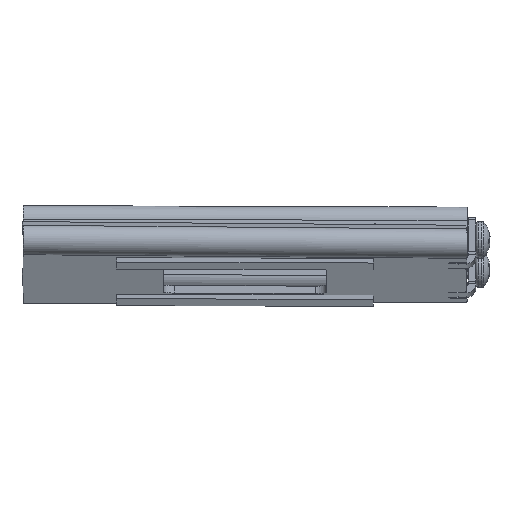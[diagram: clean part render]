
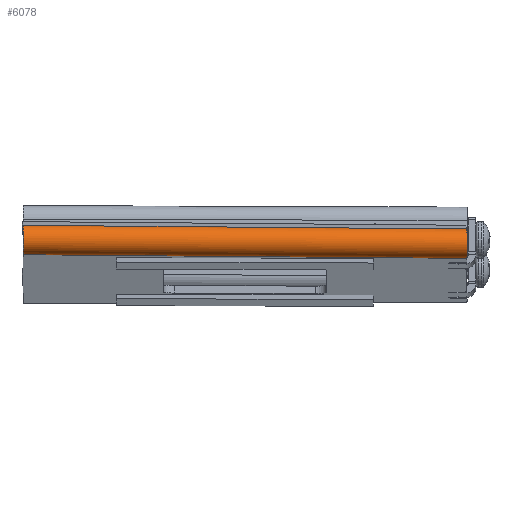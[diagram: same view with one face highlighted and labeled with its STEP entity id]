
A CAD part, left-side view. The second image highlights one B-rep face of the part: STEP entity #6078.
In plain terms, the highlighted cylindrical face has radius 4.064 mm (diameter 8.128 mm), a partial arc.
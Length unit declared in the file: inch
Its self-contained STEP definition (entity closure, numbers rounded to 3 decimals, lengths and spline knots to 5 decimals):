
#626=FACE_OUTER_BOUND('',#987,.T.);
#987=EDGE_LOOP('',(#5348,#5349,#5350,#5351));
#1437=B_SPLINE_CURVE_WITH_KNOTS('',3,(#15348,#15349,#15350,#15351,#15352,
#15353,#15354,#15355,#15356,#15357,#15358,#15359,#15360,#15361,#15362,#15363,
#15364,#15365,#15366,#15367,#15368,#15369,#15370,#15371,#15372,#15373,#15374,
#15375,#15376,#15377,#15378,#15379,#15380,#15381,#15382,#15383,#15384,#15385,
#15386,#15387,#15388,#15389,#15390),.UNSPECIFIED.,.F.,.F.,(4,3,3,3,3,3,
3,3,3,3,3,3,3,3,4),(0.,0.20407,0.40797,0.61218,
0.79786,0.99874,1.19938,1.40035,1.59573,
1.79922,2.00243,2.20578,2.39359,2.59417,
2.79253),.UNSPECIFIED.);
#1438=B_SPLINE_CURVE_WITH_KNOTS('',3,(#15393,#15394,#15395,#15396,#15397,
#15398,#15399),.UNSPECIFIED.,.F.,.F.,(4,1,1,1,4),(0.,0.79786,
1.1968,1.99466,2.79253),.UNSPECIFIED.);
#1836=LINE('',#15346,#2319);
#1837=LINE('',#15392,#2320);
#2319=VECTOR('',#8070,0.3937);
#2320=VECTOR('',#8071,0.3937);
#2915=VERTEX_POINT('',#15344);
#2916=VERTEX_POINT('',#15345);
#2917=VERTEX_POINT('',#15347);
#2918=VERTEX_POINT('',#15391);
#3750=EDGE_CURVE('',#2915,#2916,#1836,.T.);
#3751=EDGE_CURVE('',#2917,#2915,#1437,.T.);
#3752=EDGE_CURVE('',#2918,#2917,#1837,.T.);
#3753=EDGE_CURVE('',#2916,#2918,#1438,.T.);
#5348=ORIENTED_EDGE('',*,*,#3750,.F.);
#5349=ORIENTED_EDGE('',*,*,#3751,.F.);
#5350=ORIENTED_EDGE('',*,*,#3752,.F.);
#5351=ORIENTED_EDGE('',*,*,#3753,.F.);
#5789=CYLINDRICAL_SURFACE('',#6637,0.16);
#6078=ADVANCED_FACE('',(#626),#5789,.T.);
#6637=AXIS2_PLACEMENT_3D('',#15343,#8068,#8069);
#8068=DIRECTION('center_axis',(-0.05,0.999,0.008));
#8069=DIRECTION('ref_axis',(-0.098,0.003,-0.995));
#8070=DIRECTION('',(0.05,-0.999,-0.008));
#8071=DIRECTION('',(-0.05,0.999,0.008));
#15343=CARTESIAN_POINT('Origin',(-4.57232,-1.64461,3.53856));
#15344=CARTESIAN_POINT('',(-4.73022,0.73512,3.71301));
#15345=CARTESIAN_POINT('',(-4.49462,-4.01482,3.67416));
#15346=CARTESIAN_POINT('',(-4.61213,-1.64578,3.69354));
#15347=CARTESIAN_POINT('',(-4.70574,0.73089,3.39875));
#15348=CARTESIAN_POINT('Ctrl Pts',(-4.70574,0.73089,
3.39875));
#15349=CARTESIAN_POINT('Ctrl Pts',(-4.71657,0.73054,
3.39981));
#15350=CARTESIAN_POINT('Ctrl Pts',(-4.7273,0.73018,
3.40199));
#15351=CARTESIAN_POINT('Ctrl Pts',(-4.7377,0.72984,
3.40523));
#15352=CARTESIAN_POINT('Ctrl Pts',(-4.7481,0.72949,
3.40847));
#15353=CARTESIAN_POINT('Ctrl Pts',(-4.75816,0.72915,
3.41277));
#15354=CARTESIAN_POINT('Ctrl Pts',(-4.76769,0.72883,
3.41805));
#15355=CARTESIAN_POINT('Ctrl Pts',(-4.77722,0.72851,
3.42334));
#15356=CARTESIAN_POINT('Ctrl Pts',(-4.78621,0.72821,
3.42961));
#15357=CARTESIAN_POINT('Ctrl Pts',(-4.79447,0.72793,
3.43671));
#15358=CARTESIAN_POINT('Ctrl Pts',(-4.80198,0.72769,
3.44317));
#15359=CARTESIAN_POINT('Ctrl Pts',(-4.80888,0.72746,
3.45033));
#15360=CARTESIAN_POINT('Ctrl Pts',(-4.81505,0.72727,
3.45805));
#15361=CARTESIAN_POINT('Ctrl Pts',(-4.82173,0.72706,
3.4664));
#15362=CARTESIAN_POINT('Ctrl Pts',(-4.82758,0.72689,
3.47544));
#15363=CARTESIAN_POINT('Ctrl Pts',(-4.83247,0.72676,
3.48498));
#15364=CARTESIAN_POINT('Ctrl Pts',(-4.83736,0.72664,
3.49451));
#15365=CARTESIAN_POINT('Ctrl Pts',(-4.84129,0.72655,
3.50454));
#15366=CARTESIAN_POINT('Ctrl Pts',(-4.84418,0.72651,
3.51485));
#15367=CARTESIAN_POINT('Ctrl Pts',(-4.84708,0.72648,
3.52519));
#15368=CARTESIAN_POINT('Ctrl Pts',(-4.84893,0.72649,
3.53582));
#15369=CARTESIAN_POINT('Ctrl Pts',(-4.84971,0.72656,
3.54651));
#15370=CARTESIAN_POINT('Ctrl Pts',(-4.85046,0.72662,
3.5569));
#15371=CARTESIAN_POINT('Ctrl Pts',(-4.8502,0.72674,
3.56735));
#15372=CARTESIAN_POINT('Ctrl Pts',(-4.84893,0.7269,
3.57766));
#15373=CARTESIAN_POINT('Ctrl Pts',(-4.84761,0.72707,
3.58839));
#15374=CARTESIAN_POINT('Ctrl Pts',(-4.8452,0.7273,
3.59901));
#15375=CARTESIAN_POINT('Ctrl Pts',(-4.84173,0.72758,
3.60928));
#15376=CARTESIAN_POINT('Ctrl Pts',(-4.83827,0.72787,
3.61954));
#15377=CARTESIAN_POINT('Ctrl Pts',(-4.83377,0.7282,
3.62946));
#15378=CARTESIAN_POINT('Ctrl Pts',(-4.8283,0.72859,
3.63882));
#15379=CARTESIAN_POINT('Ctrl Pts',(-4.82284,0.72898,
3.64819));
#15380=CARTESIAN_POINT('Ctrl Pts',(-4.81642,0.72942,3.65699));
#15381=CARTESIAN_POINT('Ctrl Pts',(-4.80918,0.72991,
3.66506));
#15382=CARTESIAN_POINT('Ctrl Pts',(-4.80249,0.73036,
3.6725));
#15383=CARTESIAN_POINT('Ctrl Pts',(-4.79511,0.73085,3.67932));
#15384=CARTESIAN_POINT('Ctrl Pts',(-4.78717,0.73137,3.68537));
#15385=CARTESIAN_POINT('Ctrl Pts',(-4.77868,0.73193,3.69184));
#15386=CARTESIAN_POINT('Ctrl Pts',(-4.76954,0.73253,3.69746));
#15387=CARTESIAN_POINT('Ctrl Pts',(-4.75993,0.73316,
3.70212));
#15388=CARTESIAN_POINT('Ctrl Pts',(-4.75042,0.73379,
3.70672));
#15389=CARTESIAN_POINT('Ctrl Pts',(-4.74045,0.73444,
3.71038));
#15390=CARTESIAN_POINT('Ctrl Pts',(-4.73022,0.73512,
3.71301));
#15391=CARTESIAN_POINT('',(-4.47015,-4.01905,3.3599));
#15392=CARTESIAN_POINT('',(-4.51837,-3.0469,3.36785));
#15393=CARTESIAN_POINT('Ctrl Pts',(-4.49462,-4.01482,
3.67416));
#15394=CARTESIAN_POINT('Ctrl Pts',(-4.53575,-4.01754,
3.66356));
#15395=CARTESIAN_POINT('Ctrl Pts',(-4.59006,-4.02103,
3.62168));
#15396=CARTESIAN_POINT('Ctrl Pts',(-4.62459,-4.02381,
3.51855));
#15397=CARTESIAN_POINT('Ctrl Pts',(-4.59343,-4.02327,
3.40813));
#15398=CARTESIAN_POINT('Ctrl Pts',(-4.51248,-4.02042,
3.36405));
#15399=CARTESIAN_POINT('Ctrl Pts',(-4.47015,-4.01905,
3.3599));
